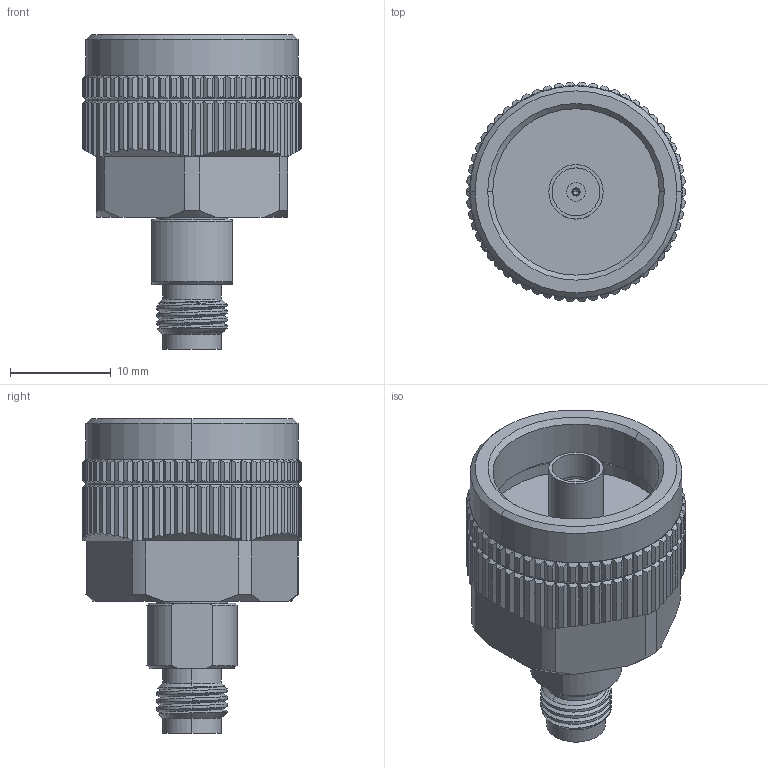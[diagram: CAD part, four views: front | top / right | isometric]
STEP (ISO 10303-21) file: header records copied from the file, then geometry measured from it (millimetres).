
FILE_DESCRIPTION (( 'STEP AP214' ), '1' );
FILE_NAME ('CT-VFNVF-LN1.STEP', '2025-01-24T23:42:15', ( '' ), ( '' ), 'SwSTEP 2.0', 'SolidWorks 2021', '' );
FILE_SCHEMA (( 'AUTOMOTIVE_DESIGN' ));
Length unit declared in the file: inch
Products named in the file (1): CT-VFNVF-LN1
Bounding box: 21.8 x 21.79 x 31.3 mm (x, y, z)
Volume: 5364.9 mm3; surface area: 3073 mm2
Topology: 2 solids, 2 shells, 591 faces, 1666 edges, 1091 vertices
Faces by surface type: plane 309, cylinder 178, cone 102, bspline 2
Entity records: 28146 total; most frequent: CARTESIAN_POINT 5786, ORIENTED_EDGE 3320, DIRECTION 2793, EDGE_CURVE 1660, VERTEX_POINT 1091, AXIS2_PLACEMENT_3D 1009, LINE 775, VECTOR 775
